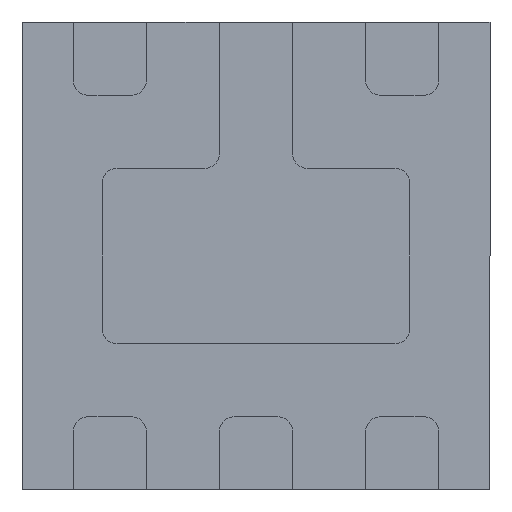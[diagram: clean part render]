
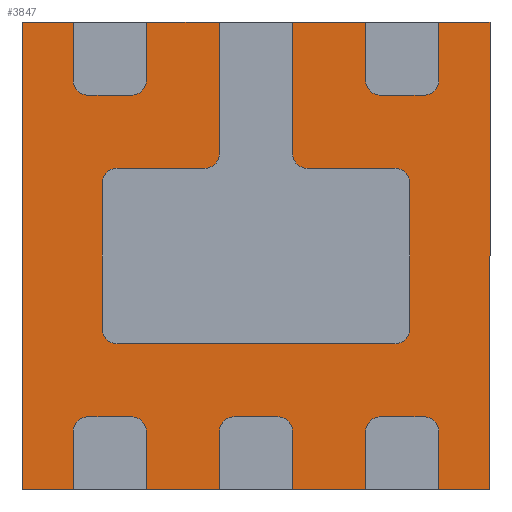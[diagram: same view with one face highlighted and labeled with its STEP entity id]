
A CAD part, front view. The second image highlights one B-rep face of the part: STEP entity #3847.
In plain terms, the highlighted planar face has unit normal (0, -1, 0).
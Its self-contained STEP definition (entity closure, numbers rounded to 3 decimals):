
#346=FACE_OUTER_BOUND('',#563,.T.);
#563=EDGE_LOOP('',(#3087,#3088,#3089,#3090,#3091,#3092,#3093,#3094,#3095,
#3096,#3097,#3098,#3099,#3100,#3101,#3102,#3103,#3104,#3105,#3106,#3107,
#3108,#3109,#3110,#3111,#3112,#3113,#3114));
#841=LINE('',#6090,#1266);
#845=LINE('',#6098,#1270);
#848=LINE('',#6104,#1273);
#852=LINE('',#6113,#1277);
#856=LINE('',#6122,#1281);
#860=LINE('',#6129,#1285);
#863=LINE('',#6136,#1288);
#867=LINE('',#6145,#1292);
#871=LINE('',#6152,#1296);
#874=LINE('',#6159,#1299);
#878=LINE('',#6168,#1303);
#882=LINE('',#6175,#1307);
#885=LINE('',#6182,#1310);
#889=LINE('',#6190,#1314);
#892=LINE('',#6196,#1317);
#896=LINE('',#6205,#1321);
#900=LINE('',#6213,#1325);
#903=LINE('',#6219,#1328);
#907=LINE('',#6227,#1332);
#910=LINE('',#6231,#1335);
#911=LINE('',#6232,#1336);
#912=LINE('',#6233,#1337);
#913=LINE('',#6236,#1338);
#916=LINE('',#6240,#1341);
#917=LINE('',#6241,#1342);
#918=LINE('',#6242,#1343);
#919=LINE('',#6244,#1344);
#920=LINE('',#6246,#1345);
#1266=VECTOR('',#4519,10.);
#1270=VECTOR('',#4525,10.);
#1273=VECTOR('',#4530,10.);
#1277=VECTOR('',#4538,10.);
#1281=VECTOR('',#4544,10.);
#1285=VECTOR('',#4550,10.);
#1288=VECTOR('',#4557,10.);
#1292=VECTOR('',#4563,10.);
#1296=VECTOR('',#4569,10.);
#1299=VECTOR('',#4576,10.);
#1303=VECTOR('',#4582,10.);
#1307=VECTOR('',#4588,10.);
#1310=VECTOR('',#4595,10.);
#1314=VECTOR('',#4601,10.);
#1317=VECTOR('',#4606,10.);
#1321=VECTOR('',#4614,10.);
#1325=VECTOR('',#4620,10.);
#1328=VECTOR('',#4625,10.);
#1332=VECTOR('',#4633,10.);
#1335=VECTOR('',#4636,10.);
#1336=VECTOR('',#4637,10.);
#1337=VECTOR('',#4638,10.);
#1338=VECTOR('',#4641,10.);
#1341=VECTOR('',#4644,10.);
#1342=VECTOR('',#4645,10.);
#1343=VECTOR('',#4646,10.);
#1344=VECTOR('',#4649,10.);
#1345=VECTOR('',#4652,10.);
#1676=VERTEX_POINT('',#6088);
#1677=VERTEX_POINT('',#6089);
#1680=VERTEX_POINT('',#6097);
#1682=VERTEX_POINT('',#6103);
#1684=VERTEX_POINT('',#6111);
#1685=VERTEX_POINT('',#6112);
#1688=VERTEX_POINT('',#6120);
#1689=VERTEX_POINT('',#6121);
#1692=VERTEX_POINT('',#6134);
#1693=VERTEX_POINT('',#6135);
#1696=VERTEX_POINT('',#6143);
#1697=VERTEX_POINT('',#6144);
#1700=VERTEX_POINT('',#6157);
#1701=VERTEX_POINT('',#6158);
#1704=VERTEX_POINT('',#6166);
#1705=VERTEX_POINT('',#6167);
#1708=VERTEX_POINT('',#6180);
#1709=VERTEX_POINT('',#6181);
#1712=VERTEX_POINT('',#6189);
#1714=VERTEX_POINT('',#6195);
#1716=VERTEX_POINT('',#6203);
#1717=VERTEX_POINT('',#6204);
#1720=VERTEX_POINT('',#6212);
#1722=VERTEX_POINT('',#6218);
#1724=VERTEX_POINT('',#6226);
#1725=VERTEX_POINT('',#6229);
#1726=VERTEX_POINT('',#6235);
#1727=VERTEX_POINT('',#6238);
#2129=EDGE_CURVE('',#1676,#1677,#841,.T.);
#2133=EDGE_CURVE('',#1680,#1676,#845,.T.);
#2136=EDGE_CURVE('',#1682,#1680,#848,.T.);
#2140=EDGE_CURVE('',#1684,#1685,#852,.T.);
#2144=EDGE_CURVE('',#1688,#1689,#856,.T.);
#2148=EDGE_CURVE('',#1685,#1688,#860,.T.);
#2151=EDGE_CURVE('',#1692,#1693,#863,.T.);
#2155=EDGE_CURVE('',#1696,#1697,#867,.T.);
#2159=EDGE_CURVE('',#1693,#1696,#871,.T.);
#2162=EDGE_CURVE('',#1700,#1701,#874,.T.);
#2166=EDGE_CURVE('',#1704,#1705,#878,.T.);
#2170=EDGE_CURVE('',#1701,#1704,#882,.T.);
#2173=EDGE_CURVE('',#1708,#1709,#885,.T.);
#2177=EDGE_CURVE('',#1712,#1708,#889,.T.);
#2180=EDGE_CURVE('',#1714,#1712,#892,.T.);
#2184=EDGE_CURVE('',#1716,#1717,#896,.T.);
#2188=EDGE_CURVE('',#1720,#1716,#900,.T.);
#2191=EDGE_CURVE('',#1722,#1720,#903,.T.);
#2195=EDGE_CURVE('',#1684,#1724,#907,.T.);
#2198=EDGE_CURVE('',#1725,#1705,#910,.T.);
#2199=EDGE_CURVE('',#1700,#1697,#911,.T.);
#2200=EDGE_CURVE('',#1692,#1689,#912,.T.);
#2201=EDGE_CURVE('',#1682,#1726,#913,.T.);
#2204=EDGE_CURVE('',#1727,#1717,#916,.T.);
#2205=EDGE_CURVE('',#1722,#1709,#917,.T.);
#2206=EDGE_CURVE('',#1714,#1677,#918,.T.);
#2207=EDGE_CURVE('',#1724,#1727,#919,.T.);
#2208=EDGE_CURVE('',#1726,#1725,#920,.T.);
#3087=ORIENTED_EDGE('',*,*,#2129,.T.);
#3088=ORIENTED_EDGE('',*,*,#2206,.F.);
#3089=ORIENTED_EDGE('',*,*,#2180,.T.);
#3090=ORIENTED_EDGE('',*,*,#2177,.T.);
#3091=ORIENTED_EDGE('',*,*,#2173,.T.);
#3092=ORIENTED_EDGE('',*,*,#2205,.F.);
#3093=ORIENTED_EDGE('',*,*,#2191,.T.);
#3094=ORIENTED_EDGE('',*,*,#2188,.T.);
#3095=ORIENTED_EDGE('',*,*,#2184,.T.);
#3096=ORIENTED_EDGE('',*,*,#2204,.F.);
#3097=ORIENTED_EDGE('',*,*,#2207,.F.);
#3098=ORIENTED_EDGE('',*,*,#2195,.F.);
#3099=ORIENTED_EDGE('',*,*,#2140,.T.);
#3100=ORIENTED_EDGE('',*,*,#2148,.T.);
#3101=ORIENTED_EDGE('',*,*,#2144,.T.);
#3102=ORIENTED_EDGE('',*,*,#2200,.F.);
#3103=ORIENTED_EDGE('',*,*,#2151,.T.);
#3104=ORIENTED_EDGE('',*,*,#2159,.T.);
#3105=ORIENTED_EDGE('',*,*,#2155,.T.);
#3106=ORIENTED_EDGE('',*,*,#2199,.F.);
#3107=ORIENTED_EDGE('',*,*,#2162,.T.);
#3108=ORIENTED_EDGE('',*,*,#2170,.T.);
#3109=ORIENTED_EDGE('',*,*,#2166,.T.);
#3110=ORIENTED_EDGE('',*,*,#2198,.F.);
#3111=ORIENTED_EDGE('',*,*,#2208,.F.);
#3112=ORIENTED_EDGE('',*,*,#2201,.F.);
#3113=ORIENTED_EDGE('',*,*,#2136,.T.);
#3114=ORIENTED_EDGE('',*,*,#2133,.T.);
#3547=PLANE('',#4050);
#3847=ADVANCED_FACE('',(#346),#3547,.F.);
#4050=AXIS2_PLACEMENT_3D('',#6248,#4655,#4656);
#4519=DIRECTION('',(0.,0.,1.));
#4525=DIRECTION('',(-1.,0.,0.));
#4530=DIRECTION('',(0.,0.,-1.));
#4538=DIRECTION('',(0.,0.,1.));
#4544=DIRECTION('',(0.,0.,-1.));
#4550=DIRECTION('',(1.,0.,0.));
#4557=DIRECTION('',(0.,0.,1.));
#4563=DIRECTION('',(0.,0.,-1.));
#4569=DIRECTION('',(1.,0.,0.));
#4576=DIRECTION('',(0.,0.,1.));
#4582=DIRECTION('',(0.,0.,-1.));
#4588=DIRECTION('',(1.,0.,0.));
#4595=DIRECTION('',(0.,0.,1.));
#4601=DIRECTION('',(-1.,0.,0.));
#4606=DIRECTION('',(0.,0.,-1.));
#4614=DIRECTION('',(0.,0.,1.));
#4620=DIRECTION('',(-1.,0.,0.));
#4625=DIRECTION('',(0.,0.,-1.));
#4633=DIRECTION('',(-1.,0.,0.));
#4636=DIRECTION('',(-1.,0.,0.));
#4637=DIRECTION('',(-1.,0.,0.));
#4638=DIRECTION('',(-1.,0.,0.));
#4641=DIRECTION('',(1.,0.,0.));
#4644=DIRECTION('',(1.,0.,0.));
#4645=DIRECTION('',(1.,0.,0.));
#4646=DIRECTION('',(1.,0.,0.));
#4649=DIRECTION('',(0.,0.,1.));
#4652=DIRECTION('',(0.,0.,-1.));
#4655=DIRECTION('center_axis',(0.,1.,0.));
#4656=DIRECTION('ref_axis',(0.,0.,1.));
#6088=CARTESIAN_POINT('',(0.375,0.,0.775));
#6089=CARTESIAN_POINT('',(0.375,0.,0.8));
#6090=CARTESIAN_POINT('',(0.375,0.,0.388));
#6097=CARTESIAN_POINT('',(0.625,0.,0.775));
#6098=CARTESIAN_POINT('',(0.313,0.,0.775));
#6103=CARTESIAN_POINT('',(0.625,0.,0.8));
#6104=CARTESIAN_POINT('',(0.625,0.,0.4));
#6111=CARTESIAN_POINT('',(-0.625,0.,-0.8));
#6112=CARTESIAN_POINT('',(-0.625,0.,-0.775));
#6113=CARTESIAN_POINT('',(-0.625,0.,-0.4));
#6120=CARTESIAN_POINT('',(-0.375,0.,-0.775));
#6121=CARTESIAN_POINT('',(-0.375,0.,-0.8));
#6122=CARTESIAN_POINT('',(-0.375,0.,-0.388));
#6129=CARTESIAN_POINT('',(-0.313,0.,-0.775));
#6134=CARTESIAN_POINT('',(-0.125,0.,-0.8));
#6135=CARTESIAN_POINT('',(-0.125,0.,-0.775));
#6136=CARTESIAN_POINT('',(-0.125,0.,-0.4));
#6143=CARTESIAN_POINT('',(0.125,0.,-0.775));
#6144=CARTESIAN_POINT('',(0.125,0.,-0.8));
#6145=CARTESIAN_POINT('',(0.125,0.,-0.388));
#6152=CARTESIAN_POINT('',(-0.063,0.,-0.775));
#6157=CARTESIAN_POINT('',(0.375,0.,-0.8));
#6158=CARTESIAN_POINT('',(0.375,0.,-0.775));
#6159=CARTESIAN_POINT('',(0.375,0.,-0.4));
#6166=CARTESIAN_POINT('',(0.625,0.,-0.775));
#6167=CARTESIAN_POINT('',(0.625,0.,-0.8));
#6168=CARTESIAN_POINT('',(0.625,0.,-0.388));
#6175=CARTESIAN_POINT('',(0.188,0.,-0.775));
#6180=CARTESIAN_POINT('',(-0.125,0.,0.775));
#6181=CARTESIAN_POINT('',(-0.125,0.,0.8));
#6182=CARTESIAN_POINT('',(-0.125,0.,0.388));
#6189=CARTESIAN_POINT('',(0.125,0.,0.775));
#6190=CARTESIAN_POINT('',(0.063,0.,0.775));
#6195=CARTESIAN_POINT('',(0.125,0.,0.8));
#6196=CARTESIAN_POINT('',(0.125,0.,0.4));
#6203=CARTESIAN_POINT('',(-0.626,0.,0.775));
#6204=CARTESIAN_POINT('',(-0.626,0.,0.8));
#6205=CARTESIAN_POINT('',(-0.626,0.,0.388));
#6212=CARTESIAN_POINT('',(-0.374,0.,0.775));
#6213=CARTESIAN_POINT('',(-0.187,0.,0.775));
#6218=CARTESIAN_POINT('',(-0.374,0.,0.8));
#6219=CARTESIAN_POINT('',(-0.374,0.,0.4));
#6226=CARTESIAN_POINT('',(-0.8,0.,-0.8));
#6227=CARTESIAN_POINT('',(0.8,0.,-0.8));
#6229=CARTESIAN_POINT('',(0.8,0.,-0.8));
#6231=CARTESIAN_POINT('',(0.8,0.,-0.8));
#6232=CARTESIAN_POINT('',(0.8,0.,-0.8));
#6233=CARTESIAN_POINT('',(0.8,0.,-0.8));
#6235=CARTESIAN_POINT('',(0.8,0.,0.8));
#6236=CARTESIAN_POINT('',(-0.8,0.,0.8));
#6238=CARTESIAN_POINT('',(-0.8,0.,0.8));
#6240=CARTESIAN_POINT('',(-0.8,0.,0.8));
#6241=CARTESIAN_POINT('',(-0.8,0.,0.8));
#6242=CARTESIAN_POINT('',(-0.8,0.,0.8));
#6244=CARTESIAN_POINT('',(-0.8,0.,-0.8));
#6246=CARTESIAN_POINT('',(0.8,0.,0.8));
#6248=CARTESIAN_POINT('Origin',(0.,0.,0.));
